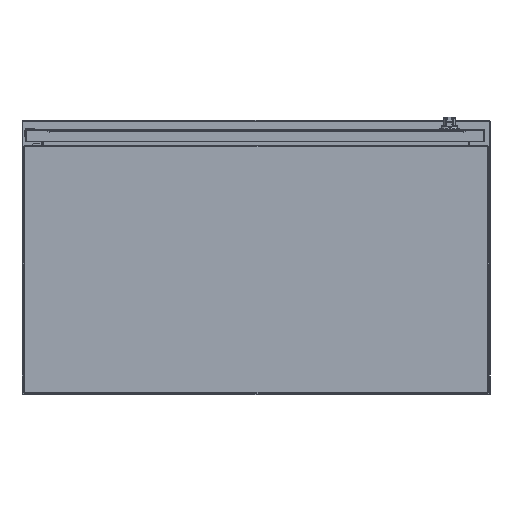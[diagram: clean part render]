
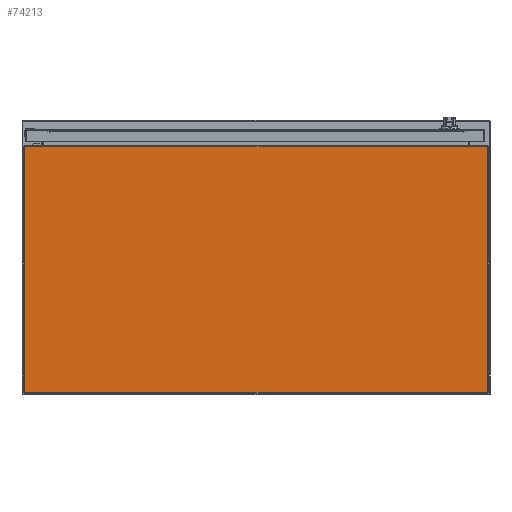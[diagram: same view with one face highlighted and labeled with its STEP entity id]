
A CAD part, front view. The second image highlights one B-rep face of the part: STEP entity #74213.
In plain terms, the highlighted planar face has unit normal (0, -1, 0).
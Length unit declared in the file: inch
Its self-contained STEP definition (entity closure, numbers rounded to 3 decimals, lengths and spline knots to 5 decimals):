
#2922 = DIRECTION ( 'NONE',  ( 0., 0., -1. ) ) ;
#5010 = FACE_OUTER_BOUND ( 'NONE', #19627, .T. ) ;
#10966 = LINE ( 'NONE', #22499, #39328 ) ;
#16663 = ORIENTED_EDGE ( 'NONE', *, *, #80901, .F. ) ;
#16782 = EDGE_CURVE ( 'NONE', #19852, #73356, #48075, .T. ) ;
#18467 = LINE ( 'NONE', #32471, #43615 ) ;
#19627 = EDGE_LOOP ( 'NONE', ( #49300, #56287, #72444, #16663 ) ) ;
#19852 = VERTEX_POINT ( 'NONE', #26167 ) ;
#22499 = CARTESIAN_POINT ( 'NONE',  ( -29.94, 0., 0.117 ) ) ;
#23367 = DIRECTION ( 'NONE',  ( 1., 0., 0. ) ) ;
#23904 = CARTESIAN_POINT ( 'NONE',  ( -30., 0., 0.117 ) ) ;
#24642 = DIRECTION ( 'NONE',  ( -1., 0., 0. ) ) ;
#24740 = DIRECTION ( 'NONE',  ( 0., 1., 0. ) ) ;
#26167 = CARTESIAN_POINT ( 'NONE',  ( -29.94, 0., 0.057 ) ) ;
#29209 = EDGE_CURVE ( 'NONE', #73356, #74445, #39593, .T. ) ;
#30084 = CARTESIAN_POINT ( 'NONE',  ( -29.94, 0., -15.823 ) ) ;
#32471 = CARTESIAN_POINT ( 'NONE',  ( -30., 0., -15.823 ) ) ;
#37500 = PLANE ( 'NONE',  #55879 ) ;
#39328 = VECTOR ( 'NONE', #48019, 39.37008 ) ;
#39593 = LINE ( 'NONE', #60523, #75550 ) ;
#43615 = VECTOR ( 'NONE', #24642, 39.37008 ) ;
#48019 = DIRECTION ( 'NONE',  ( 0., 0., 1. ) ) ;
#48075 = LINE ( 'NONE', #73169, #78257 ) ;
#49300 = ORIENTED_EDGE ( 'NONE', *, *, #69266, .F. ) ;
#49848 = DIRECTION ( 'NONE',  ( 0., 0., 1. ) ) ;
#51866 = CARTESIAN_POINT ( 'NONE',  ( -0.06, 0., 0.057 ) ) ;
#55879 = AXIS2_PLACEMENT_3D ( 'NONE', #23904, #24740, #49848 ) ;
#56287 = ORIENTED_EDGE ( 'NONE', *, *, #29209, .F. ) ;
#60523 = CARTESIAN_POINT ( 'NONE',  ( -0.06, 0., 0.117 ) ) ;
#69266 = EDGE_CURVE ( 'NONE', #74445, #72947, #18467, .T. ) ;
#72444 = ORIENTED_EDGE ( 'NONE', *, *, #16782, .F. ) ;
#72947 = VERTEX_POINT ( 'NONE', #30084 ) ;
#73169 = CARTESIAN_POINT ( 'NONE',  ( -30., 0., 0.057 ) ) ;
#73356 = VERTEX_POINT ( 'NONE', #51866 ) ;
#73967 = CARTESIAN_POINT ( 'NONE',  ( -0.06, 0., -15.823 ) ) ;
#74213 = ADVANCED_FACE ( 'NONE', ( #5010 ), #37500, .F. ) ;
#74445 = VERTEX_POINT ( 'NONE', #73967 ) ;
#75550 = VECTOR ( 'NONE', #2922, 39.37008 ) ;
#78257 = VECTOR ( 'NONE', #23367, 39.37008 ) ;
#80901 = EDGE_CURVE ( 'NONE', #72947, #19852, #10966, .T. ) ;
